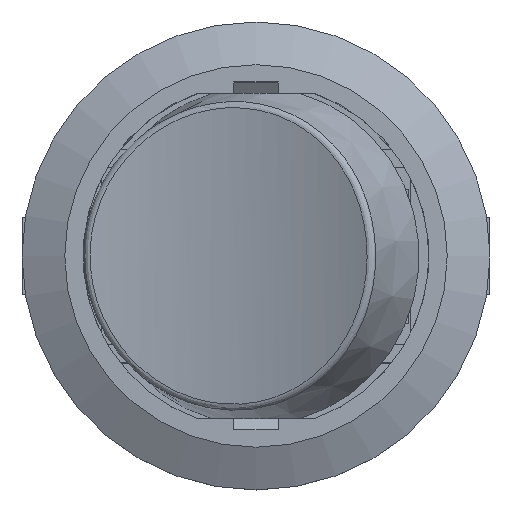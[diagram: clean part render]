
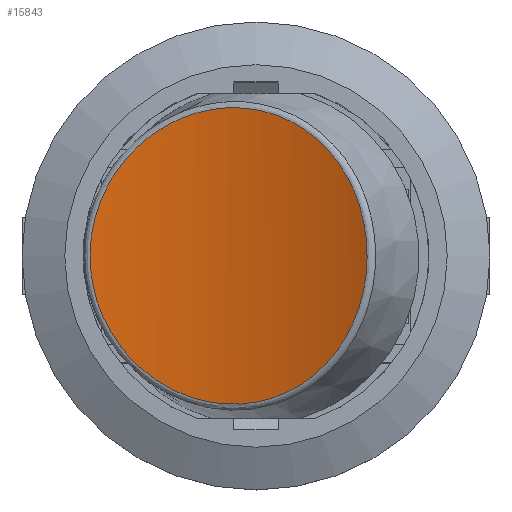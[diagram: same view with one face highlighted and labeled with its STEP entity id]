
A CAD part, top view. The second image highlights one B-rep face of the part: STEP entity #15843.
In plain terms, the highlighted cylindrical face has radius 27.625 mm (diameter 55.25 mm), a partial arc.
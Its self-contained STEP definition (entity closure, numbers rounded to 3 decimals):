
#1339=B_SPLINE_CURVE_WITH_KNOTS('',3,(#44655,#44656,#44657,#44658,#44659,
#44660,#44661,#44662,#44663,#44664,#44665,#44666,#44667,#44668,#44669,#44670,
#44671,#44672,#44673),.UNSPECIFIED.,.T.,.F.,(1,1,1,1,1,1,1,1,1,1,1,1,1,
1,1,1,1,1,1,1,1,1,1),(-0.008,-0.006,-0.003,
0.,0.003,0.006,0.008,
0.011,0.014,0.017,0.02,
0.023,0.025,0.028,0.031,
0.034,0.037,0.04,0.042,
0.045,0.048,0.051,0.054),
 .UNSPECIFIED.);
#1826=CYLINDRICAL_SURFACE('',#22489,27.625);
#6408=ORIENTED_EDGE('',*,*,#8776,.T.);
#8776=EDGE_CURVE('',#10345,#10345,#1339,.T.);
#10345=VERTEX_POINT('',#44674);
#13549=EDGE_LOOP('',(#6408));
#14598=FACE_BOUND('',#13549,.T.);
#15843=ADVANCED_FACE('',(#14598),#1826,.F.);
#22489=AXIS2_PLACEMENT_3D('',#44654,#25327,#25328);
#25327=DIRECTION('',(0.,1.,0.));
#25328=DIRECTION('',(0.,0.,1.));
#44654=CARTESIAN_POINT('',(0.,-8.3,31.925));
#44655=CARTESIAN_POINT('',(-6.539,-3.187,5.077));
#44656=CARTESIAN_POINT('',(-4.886,-5.516,4.708));
#44657=CARTESIAN_POINT('',(-2.448,-7.046,4.364));
#44658=CARTESIAN_POINT('',(0.405,-7.477,4.252));
#44659=CARTESIAN_POINT('',(3.186,-6.72,4.444));
#44660=CARTESIAN_POINT('',(5.426,-4.943,4.817));
#44661=CARTESIAN_POINT('',(6.83,-2.449,5.153));
#44662=CARTESIAN_POINT('',(7.219,0.402,5.261));
#44663=CARTESIAN_POINT('',(6.536,3.191,5.076));
#44664=CARTESIAN_POINT('',(4.887,5.514,4.709));
#44665=CARTESIAN_POINT('',(2.449,7.046,4.364));
#44666=CARTESIAN_POINT('',(-0.409,7.477,4.252));
#44667=CARTESIAN_POINT('',(-3.186,6.719,4.444));
#44668=CARTESIAN_POINT('',(-5.423,4.946,4.816));
#44669=CARTESIAN_POINT('',(-6.827,2.458,5.152));
#44670=CARTESIAN_POINT('',(-7.219,-0.393,5.261));
#44671=CARTESIAN_POINT('',(-6.539,-3.187,5.077));
#44672=CARTESIAN_POINT('',(-4.886,-5.516,4.708));
#44673=CARTESIAN_POINT('',(-2.448,-7.046,4.364));
#44674=CARTESIAN_POINT('',(-4.755,-5.383,4.712));
